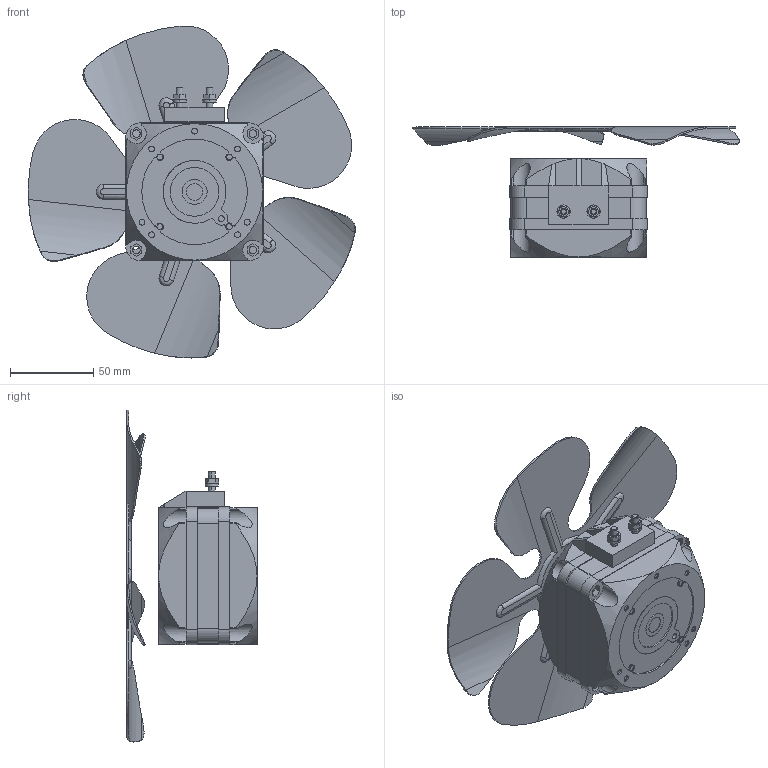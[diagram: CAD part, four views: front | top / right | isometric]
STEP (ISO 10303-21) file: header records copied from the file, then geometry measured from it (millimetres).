
FILE_DESCRIPTION((''),'2;1');
FILE_NAME('114X0232_ASM','2020-01-02T',('U333183'),('DANFOSS COMMERCIAL COMPRESSOR'),'CREO PARAMETRIC BY PTC INC, 2015480','CREO PARAMETRIC BY PTC INC, 2015480','');
FILE_SCHEMA(('CONFIG_CONTROL_DESIGN'));
Length unit declared in the file: millimetre
Products named in the file (5): 118U0200_1; 118U0200_ASM; 117-3814; 118U4022_ASM; 114X0232_ASM
Assembly tree (4 placements, depth 4):
  114X0232_ASM
    118U4022_ASM
      118U0200_ASM
        118U0200_1
      117-3814
Bounding box: 196.67 x 78.2 x 199.63 mm (x, y, z)
Volume: 374150.6 mm3; surface area: 90227.6 mm2
Topology: 1 solids, 2 shells, 566 faces, 1571 edges, 1059 vertices
Faces by surface type: cylinder 247, plane 235, torus 32, bspline 32, cone 20
Entity records: 20383 total; most frequent: CARTESIAN_POINT 5463, DIRECTION 3139, ORIENTED_EDGE 3122, EDGE_CURVE 1571, AXIS2_PLACEMENT_3D 1194, VERTEX_POINT 1059, VECTOR 751, LINE 751
